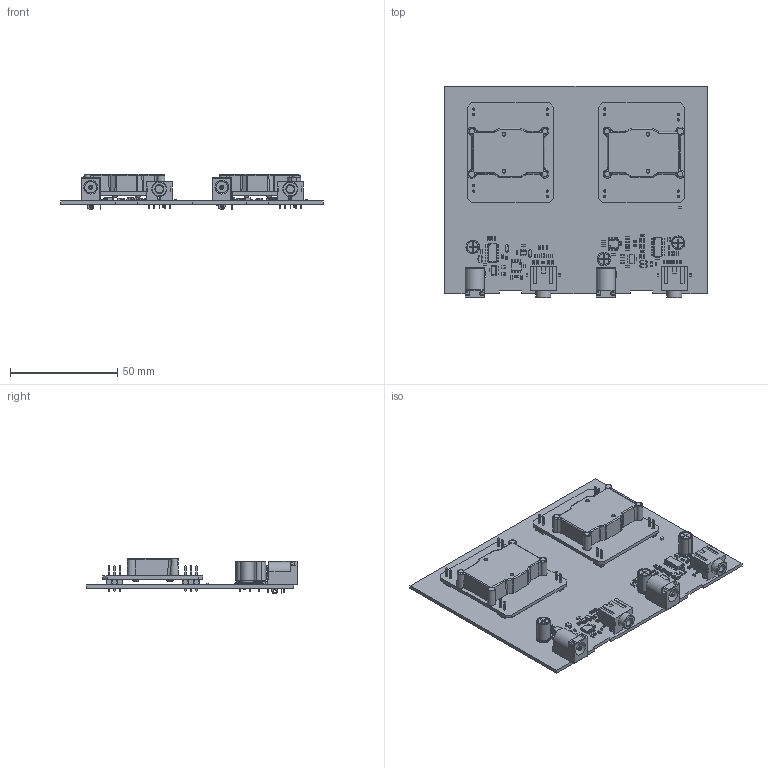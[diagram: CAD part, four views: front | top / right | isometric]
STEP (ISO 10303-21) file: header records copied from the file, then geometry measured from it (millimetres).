
FILE_DESCRIPTION(('Open CASCADE Model'),'2;1');
FILE_NAME('Open CASCADE Shape Model','2019-04-24T17:23:13',('Author'),( 'Open CASCADE'),'Open CASCADE STEP processor 6.8','Open CASCADE 6.8' ,'Unknown');
FILE_SCHEMA(('AUTOMOTIVE_DESIGN { 1 0 10303 214 1 1 1 1 }'));
Length unit declared in the file: millimetre
Products named in the file (126): PCB; Board; Open CASCADE STEP translator 6.8 1.1.1; C24; 0603_cap; C30; C6; U10; NJR4178; U9; 7408941744; Body; Open_CASCADE_STEP_translator_6.8_10.1.1; Leader; P8; 7EF2B92C-0FC9-4C85-B662-5CEC65BFCCC4_v2; U8; SO-8; U7; 5948632544; Open_CASCADE_STEP_translator_6.8_2.1; Open_CASCADE_STEP_translator_6.8_2.2.1; U6; 7145789280; Open_CASCADE_STEP_translator_6.8_11.1.1; U5; SOT-89; U4; P2; U3; U2; U1; R34; 0603_resistor; R33; R32; R31; R30; R29; R28 ...
Assembly tree (226 placements, depth 5):
  PCB
    Board
      Open CASCADE STEP translator 6.8 1.1.1
    C24
      0603_cap
    C30
      0603_cap
    C6
      0603_cap
    U10
      NJR4178
    U9
      7408941744
        Body
          Open_CASCADE_STEP_translator_6.8_10.1.1
        Leader  x3
    P8
      7EF2B92C-0FC9-4C85-B662-5CEC65BFCCC4_v2
    U8
      SO-8
    U7
      5948632544
        Open_CASCADE_STEP_translator_6.8_2.1
        Body
          Open_CASCADE_STEP_translator_6.8_2.2.1
        Leader  x14
    U6
      7145789280
        Body
          Open_CASCADE_STEP_translator_6.8_11.1.1
        Leader  x6
    U5
      SOT-89
    U4
      NJR4178
    P2
      7EF2B92C-0FC9-4C85-B662-5CEC65BFCCC4_v2
    U3
      SO-8
    U2
      5948632544
        Open_CASCADE_STEP_translator_6.8_2.1
        Body
          Open_CASCADE_STEP_translator_6.8_2.2.1
        Leader  x14
    U1
      SOT-89
    R34
      0603_resistor
    R33
      0603_resistor
    R32
      0603_resistor
    R31
      0603_resistor
    R30
      0603_resistor
    R29
      0603_resistor
    R28
Bounding box: 122 x 98.49 x 16.5 mm (x, y, z)
Volume: 42919.5 mm3; surface area: 46995.7 mm2
Topology: 235 solids, 237 shells, 6915 faces, 17994 edges, 11224 vertices
Faces by surface type: plane 4376, cylinder 1686, sphere 610, torus 117, bspline 114, cone 12
Full cylindrical faces by diameter (mm): 0.5 x8, 0.766 x4, 0.85 x6, 0.9 x4, 1 x32, 1.1 x16, 1.2 x12, 1.5 x8, 1.78 x4, 2 x2, 3.6 x2, 6.1 x6, 6.4 x2, 7 x2
Entity records: 52936 total; most frequent: CARTESIAN_POINT 11559, DIRECTION 7764, ORIENTED_EDGE 7193, EDGE_CURVE 3597, AXIS2_PLACEMENT_3D 2728, LINE 2308, VECTOR 2308, VERTEX_POINT 2213
